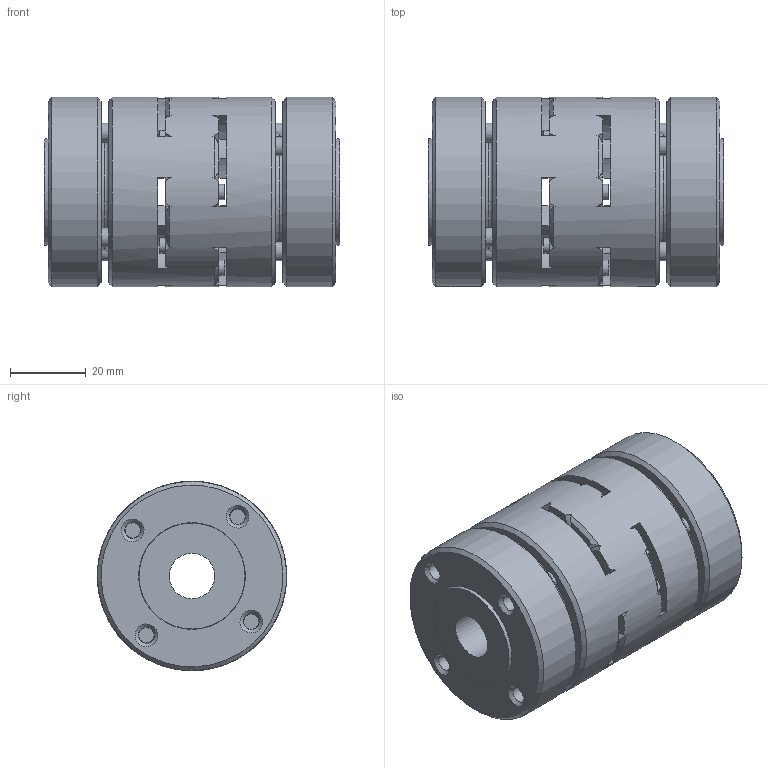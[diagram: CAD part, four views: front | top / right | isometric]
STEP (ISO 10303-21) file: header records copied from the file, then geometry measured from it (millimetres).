
FILE_DESCRIPTION( ( 'Unknown' ), '1' );
FILE_NAME( 'ESM-A 43.stp', 'Unknown', ( 'Unknown' ), ( 'Unknown' ), 'PSStep 10.1', 'Unknown', ' ' );
FILE_SCHEMA( ( 'AUTOMOTIVE_DESIGN { 1 0 10303 214 1 1 1 1 }' ) );
Length unit declared in the file: millimetre
Products named in the file (1): 27412996-oa0
Bounding box: 78 x 50 x 50 mm (x, y, z)
Volume: 115854.9 mm3; surface area: 39902.1 mm2
Topology: 1 solids, 1 shells, 402 faces, 1037 edges, 666 vertices
Faces by surface type: plane 160, cylinder 116, cone 114, torus 12
Full cylindrical faces by diameter (mm): 4 x8, 4.2 x16, 5 x8, 5.5 x8, 8.5 x8, 9 x8, 12 x2, 12.5 x1, 27 x2, 29 x2, 31 x2, 50 x3
Entity records: 14508 total; most frequent: CARTESIAN_POINT 2219, DIRECTION 1942, ORIENTED_EDGE 1664, AXIS2_PLACEMENT_3D 835, EDGE_CURVE 832, EDGE_LOOP 628, VERTEX_POINT 600, FACE_OUTER_BOUND 482
